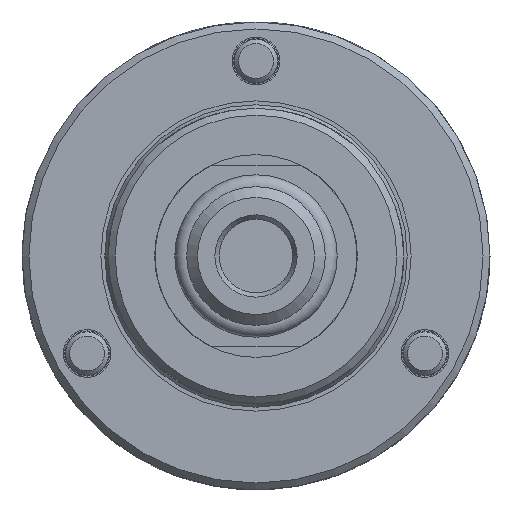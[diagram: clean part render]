
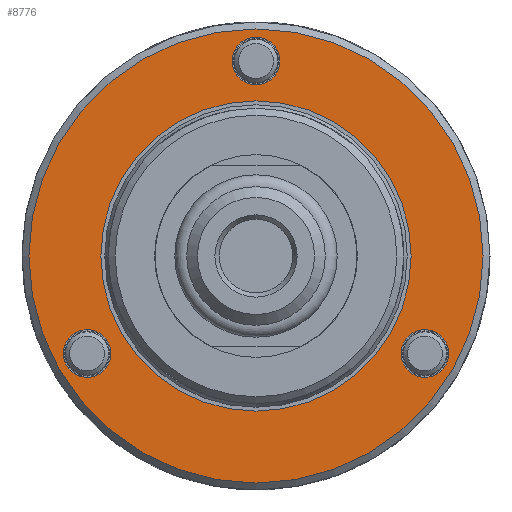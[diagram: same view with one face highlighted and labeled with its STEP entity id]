
A CAD part, left-side view. The second image highlights one B-rep face of the part: STEP entity #8776.
In plain terms, the highlighted planar face has unit normal (-1, 0, 0).
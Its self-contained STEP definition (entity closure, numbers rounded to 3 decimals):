
#727=FACE_BOUND('',#2698,.T.);
#728=FACE_BOUND('',#2699,.T.);
#729=FACE_BOUND('',#2700,.T.);
#730=FACE_BOUND('',#2701,.T.);
#797=PLANE('',#9399);
#2185=FACE_OUTER_BOUND('',#2697,.T.);
#2697=EDGE_LOOP('',(#6135));
#2698=EDGE_LOOP('',(#6136));
#2699=EDGE_LOOP('',(#6137));
#2700=EDGE_LOOP('',(#6138));
#2701=EDGE_LOOP('',(#6139,#6140));
#3246=CIRCLE('',#9323,26.2);
#3247=CIRCLE('',#9325,2.75);
#3266=CIRCLE('',#9354,2.75);
#3276=CIRCLE('',#9368,2.75);
#3295=CIRCLE('',#9400,17.9);
#3296=CIRCLE('',#9401,17.9);
#3610=VERTEX_POINT('',#12204);
#3611=VERTEX_POINT('',#12208);
#3637=VERTEX_POINT('',#12334);
#3651=VERTEX_POINT('',#12369);
#3675=VERTEX_POINT('',#12477);
#3676=VERTEX_POINT('',#12478);
#4557=EDGE_CURVE('',#3610,#3610,#3246,.T.);
#4558=EDGE_CURVE('',#3611,#3611,#3247,.T.);
#4593=EDGE_CURVE('',#3637,#3637,#3266,.T.);
#4610=EDGE_CURVE('',#3651,#3651,#3276,.T.);
#4648=EDGE_CURVE('',#3675,#3676,#3295,.T.);
#4649=EDGE_CURVE('',#3676,#3675,#3296,.T.);
#6135=ORIENTED_EDGE('',*,*,#4557,.F.);
#6136=ORIENTED_EDGE('',*,*,#4558,.T.);
#6137=ORIENTED_EDGE('',*,*,#4593,.T.);
#6138=ORIENTED_EDGE('',*,*,#4610,.T.);
#6139=ORIENTED_EDGE('',*,*,#4648,.T.);
#6140=ORIENTED_EDGE('',*,*,#4649,.T.);
#8776=ADVANCED_FACE('',(#2185,#727,#728,#729,#730),#797,.T.);
#9323=AXIS2_PLACEMENT_3D('',#12206,#10166,#10167);
#9325=AXIS2_PLACEMENT_3D('',#12209,#10170,#10171);
#9354=AXIS2_PLACEMENT_3D('',#12335,#10239,#10240);
#9368=AXIS2_PLACEMENT_3D('',#12370,#10274,#10275);
#9399=AXIS2_PLACEMENT_3D('',#12476,#10352,#10353);
#9400=AXIS2_PLACEMENT_3D('',#12479,#10354,#10355);
#9401=AXIS2_PLACEMENT_3D('',#12480,#10356,#10357);
#10166=DIRECTION('center_axis',(1.,0.,0.));
#10167=DIRECTION('ref_axis',(0.,-1.,0.));
#10170=DIRECTION('center_axis',(1.,0.,0.));
#10171=DIRECTION('ref_axis',(0.,0.,-1.));
#10239=DIRECTION('center_axis',(1.,0.,0.));
#10240=DIRECTION('ref_axis',(0.,0.866,0.5));
#10274=DIRECTION('center_axis',(1.,0.,0.));
#10275=DIRECTION('ref_axis',(0.,-0.866,0.5));
#10352=DIRECTION('center_axis',(-1.,0.,0.));
#10353=DIRECTION('ref_axis',(0.,0.,1.));
#10354=DIRECTION('center_axis',(1.,0.,0.));
#10355=DIRECTION('ref_axis',(0.,-0.866,0.5));
#10356=DIRECTION('center_axis',(1.,0.,0.));
#10357=DIRECTION('ref_axis',(0.,-0.866,0.5));
#12204=CARTESIAN_POINT('',(5.,26.2,0.));
#12206=CARTESIAN_POINT('Origin',(5.,0.,0.));
#12208=CARTESIAN_POINT('',(5.,0.,25.25));
#12209=CARTESIAN_POINT('Origin',(5.,0.,22.5));
#12334=CARTESIAN_POINT('',(5.,-21.867,-12.625));
#12335=CARTESIAN_POINT('Origin',(5.,-19.486,-11.25));
#12369=CARTESIAN_POINT('',(5.,21.867,-12.625));
#12370=CARTESIAN_POINT('Origin',(5.,19.486,-11.25));
#12476=CARTESIAN_POINT('Origin',(5.,27.,0.));
#12477=CARTESIAN_POINT('',(5.,-15.502,8.95));
#12478=CARTESIAN_POINT('',(5.,15.502,-8.95));
#12479=CARTESIAN_POINT('Origin',(5.,0.,0.));
#12480=CARTESIAN_POINT('Origin',(5.,0.,0.));
